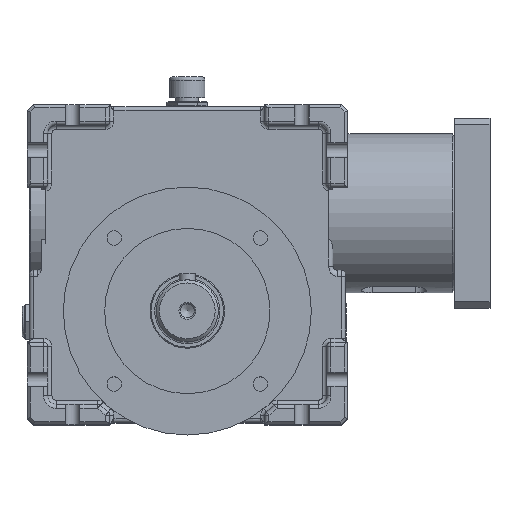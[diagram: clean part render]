
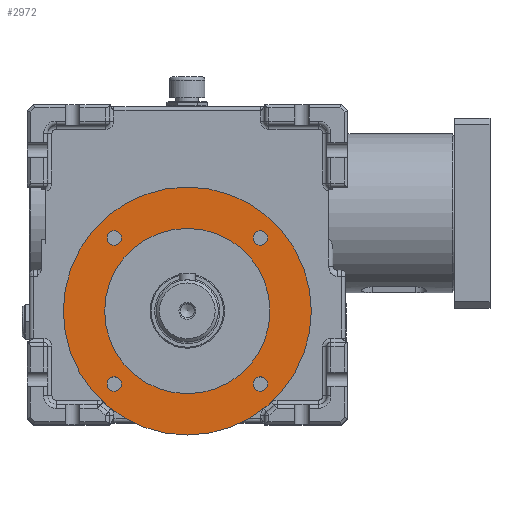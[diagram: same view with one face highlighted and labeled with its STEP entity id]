
A CAD part, top view. The second image highlights one B-rep face of the part: STEP entity #2972.
In plain terms, the highlighted planar face has unit normal (0, 0, 1).
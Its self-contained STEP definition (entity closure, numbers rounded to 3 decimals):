
#2972 = ADVANCED_FACE( '', ( #6763, #6764, #6765, #6766, #6767, #6768 ), #6769, .T. );
#6763 = FACE_OUTER_BOUND( '', #13081, .T. );
#6764 = FACE_BOUND( '', #13082, .T. );
#6765 = FACE_BOUND( '', #13083, .T. );
#6766 = FACE_BOUND( '', #13084, .T. );
#6767 = FACE_BOUND( '', #13085, .T. );
#6768 = FACE_BOUND( '', #13086, .T. );
#6769 = PLANE( '', #13087 );
#13081 = EDGE_LOOP( '', ( #22384 ) );
#13082 = EDGE_LOOP( '', ( #22385 ) );
#13083 = EDGE_LOOP( '', ( #22386 ) );
#13084 = EDGE_LOOP( '', ( #22387 ) );
#13085 = EDGE_LOOP( '', ( #22388 ) );
#13086 = EDGE_LOOP( '', ( #22389 ) );
#13087 = AXIS2_PLACEMENT_3D( '', #22390, #22391, #22392 );
#22384 = ORIENTED_EDGE( '', *, *, #29850, .T. );
#22385 = ORIENTED_EDGE( '', *, *, #27423, .F. );
#22386 = ORIENTED_EDGE( '', *, *, #29687, .F. );
#22387 = ORIENTED_EDGE( '', *, *, #29851, .F. );
#22388 = ORIENTED_EDGE( '', *, *, #27498, .F. );
#22389 = ORIENTED_EDGE( '', *, *, #29852, .F. );
#22390 = CARTESIAN_POINT( '', ( 690.397, 232.994, 92. ) );
#22391 = DIRECTION( '', ( 0., 0., 1. ) );
#22392 = DIRECTION( '', ( -1., 0., 0. ) );
#27423 = EDGE_CURVE( '', #32106, #32106, #32107, .T. );
#27498 = EDGE_CURVE( '', #32236, #32236, #32237, .T. );
#29687 = EDGE_CURVE( '', #35523, #35523, #35524, .T. );
#29850 = EDGE_CURVE( '', #35727, #35727, #35728, .T. );
#29851 = EDGE_CURVE( '', #35729, #35729, #35730, .T. );
#29852 = EDGE_CURVE( '', #35731, #35731, #35732, .T. );
#32106 = VERTEX_POINT( '', #41512 );
#32107 = CIRCLE( '', #41513, 40. );
#32236 = VERTEX_POINT( '', #41839 );
#32237 = CIRCLE( '', #41840, 3.5 );
#35523 = VERTEX_POINT( '', #52502 );
#35524 = CIRCLE( '', #52503, 3.5 );
#35727 = VERTEX_POINT( '', #53402 );
#35728 = CIRCLE( '', #53403, 60. );
#35729 = VERTEX_POINT( '', #53404 );
#35730 = CIRCLE( '', #53405, 3.5 );
#35731 = VERTEX_POINT( '', #53406 );
#35732 = CIRCLE( '', #53407, 3.5 );
#41512 = CARTESIAN_POINT( '', ( 680.397, 232.994, 92. ) );
#41513 = AXIS2_PLACEMENT_3D( '', #57714, #57715, #57716 );
#41839 = CARTESIAN_POINT( '', ( 605.042, 264.85, 92. ) );
#41840 = AXIS2_PLACEMENT_3D( '', #57821, #57822, #57823 );
#52502 = CARTESIAN_POINT( '', ( 675.753, 194.139, 92. ) );
#52503 = AXIS2_PLACEMENT_3D( '', #60531, #60532, #60533 );
#53402 = CARTESIAN_POINT( '', ( 700.397, 232.994, 92. ) );
#53403 = AXIS2_PLACEMENT_3D( '', #60684, #60685, #60686 );
#53404 = CARTESIAN_POINT( '', ( 605.042, 194.139, 92. ) );
#53405 = AXIS2_PLACEMENT_3D( '', #60687, #60688, #60689 );
#53406 = CARTESIAN_POINT( '', ( 675.753, 264.85, 92. ) );
#53407 = AXIS2_PLACEMENT_3D( '', #60690, #60691, #60692 );
#57714 = CARTESIAN_POINT( '', ( 640.397, 232.994, 92. ) );
#57715 = DIRECTION( '', ( 0., 0., 1. ) );
#57716 = DIRECTION( '', ( 1., 0., 0. ) );
#57821 = CARTESIAN_POINT( '', ( 605.042, 268.35, 92. ) );
#57822 = DIRECTION( '', ( 0., 0., 1. ) );
#57823 = DIRECTION( '', ( 0., -1., 0. ) );
#60531 = CARTESIAN_POINT( '', ( 675.753, 197.639, 92. ) );
#60532 = DIRECTION( '', ( 0., 0., 1. ) );
#60533 = DIRECTION( '', ( 0., -1., 0. ) );
#60684 = CARTESIAN_POINT( '', ( 640.397, 232.994, 92. ) );
#60685 = DIRECTION( '', ( 0., 0., 1. ) );
#60686 = DIRECTION( '', ( 1., 0., 0. ) );
#60687 = CARTESIAN_POINT( '', ( 605.042, 197.639, 92. ) );
#60688 = DIRECTION( '', ( 0., 0., 1. ) );
#60689 = DIRECTION( '', ( 0., -1., 0. ) );
#60690 = CARTESIAN_POINT( '', ( 675.753, 268.35, 92. ) );
#60691 = DIRECTION( '', ( 0., 0., 1. ) );
#60692 = DIRECTION( '', ( 0., -1., 0. ) );
